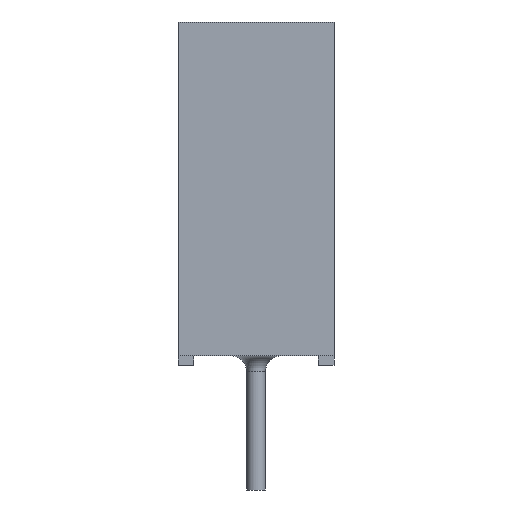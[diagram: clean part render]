
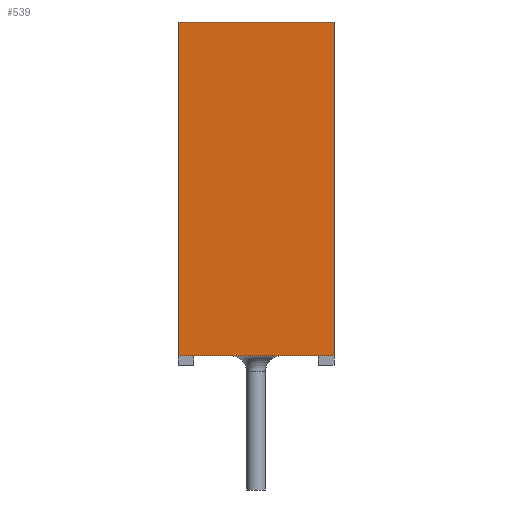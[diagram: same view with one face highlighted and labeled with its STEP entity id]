
A CAD part, left-side view. The second image highlights one B-rep face of the part: STEP entity #539.
In plain terms, the highlighted planar face has unit normal (-1, 0, 0).
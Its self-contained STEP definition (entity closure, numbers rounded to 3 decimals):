
#539 = ADVANCED_FACE( '', ( #1188 ), #1189, .F. );
#1188 = FACE_OUTER_BOUND( '', #1951, .T. );
#1189 = PLANE( '', #1952 );
#1951 = EDGE_LOOP( '', ( #4000, #4001, #4002, #4003 ) );
#1952 = AXIS2_PLACEMENT_3D( '', #4004, #4005, #4006 );
#4000 = ORIENTED_EDGE( '', *, *, #5571, .T. );
#4001 = ORIENTED_EDGE( '', *, *, #5590, .F. );
#4002 = ORIENTED_EDGE( '', *, *, #5152, .F. );
#4003 = ORIENTED_EDGE( '', *, *, #5543, .T. );
#4004 = CARTESIAN_POINT( '', ( -6.5, -2.5, 5.35 ) );
#4005 = DIRECTION( '', ( 1., 0., 0. ) );
#4006 = DIRECTION( '', ( 0., 0., -1. ) );
#5152 = EDGE_CURVE( '', #6099, #6100, #6101, .T. );
#5543 = EDGE_CURVE( '', #6099, #6683, #6685, .T. );
#5571 = EDGE_CURVE( '', #6683, #6719, #6720, .T. );
#5590 = EDGE_CURVE( '', #6100, #6719, #6743, .T. );
#6099 = VERTEX_POINT( '', #7875 );
#6100 = VERTEX_POINT( '', #7876 );
#6101 = LINE( '', #7877, #7878 );
#6683 = VERTEX_POINT( '', #9646 );
#6685 = LINE( '', #9649, #9650 );
#6719 = VERTEX_POINT( '', #9751 );
#6720 = LINE( '', #9752, #9753 );
#6743 = LINE( '', #9833, #9834 );
#7875 = CARTESIAN_POINT( '', ( -6.5, -2.5, 5.35 ) );
#7876 = CARTESIAN_POINT( '', ( -6.5, -2.5, -5.35 ) );
#7877 = CARTESIAN_POINT( '', ( -6.5, -2.5, 5.35 ) );
#7878 = VECTOR( '', #10254, 1000. );
#9646 = CARTESIAN_POINT( '', ( -6.5, 2.5, 5.35 ) );
#9649 = CARTESIAN_POINT( '', ( -6.5, -2.5, 5.35 ) );
#9650 = VECTOR( '', #10431, 1000. );
#9751 = CARTESIAN_POINT( '', ( -6.5, 2.5, -5.35 ) );
#9752 = CARTESIAN_POINT( '', ( -6.5, 2.5, 5.35 ) );
#9753 = VECTOR( '', #10446, 1000. );
#9833 = CARTESIAN_POINT( '', ( -6.5, -2.5, -5.35 ) );
#9834 = VECTOR( '', #10453, 1000. );
#10254 = DIRECTION( '', ( 0., 0., -1. ) );
#10431 = DIRECTION( '', ( 0., 1., 0. ) );
#10446 = DIRECTION( '', ( 0., 0., -1. ) );
#10453 = DIRECTION( '', ( 0., 1., 0. ) );
